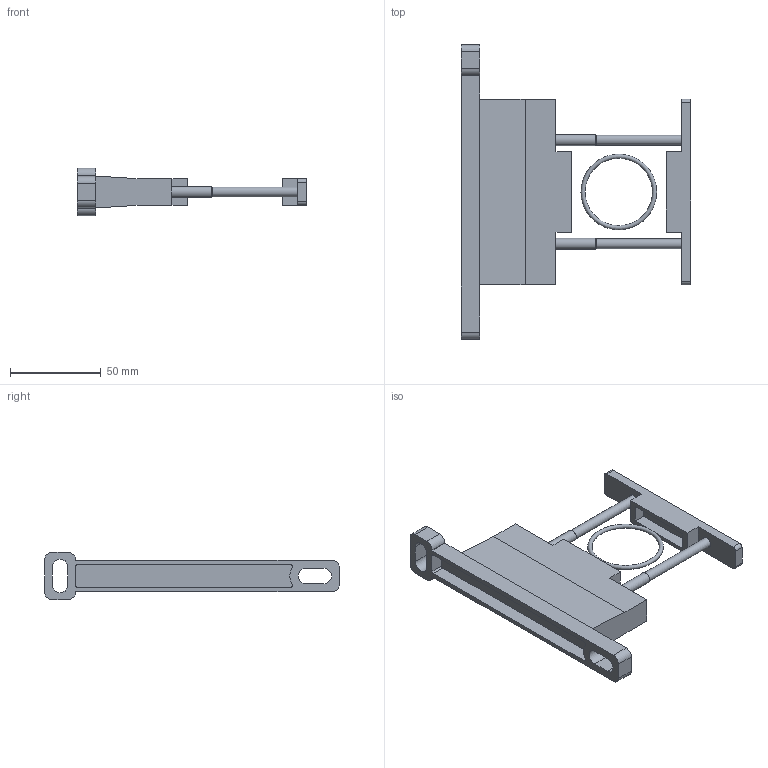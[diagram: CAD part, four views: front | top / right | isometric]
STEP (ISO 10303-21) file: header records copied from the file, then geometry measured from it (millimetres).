
FILE_DESCRIPTION(/* description */ ('STEP AP214'),/* implementation_level */ '2;1');
FILE_NAME(/* name */ '034832',/* time_stamp */ '2023-03-24T11:58:24+01:00',/* author */ ('License CC BY-ND 4.0'),/* organization */ ('CADENAS'),/* preprocessor_version */ 'ST-DEVELOPER v19.3',/* originating_system */ 'PARTsolutions',/* authorisation */ ' ');
FILE_SCHEMA (('AUTOMOTIVE_DESIGN {1 0 10303 214 3 1 1}'));
Length unit declared in the file: millimetre
Products named in the file (5): 034832; WK 103-2; WK 103-3; WK 103-1; WK 103-4
Assembly tree (5 placements, depth 2):
  034832
    WK 103-2
    WK 103-3  x2
    WK 103-1
    WK 103-4
Bounding box: 126 x 162 x 26 mm (x, y, z)
Volume: 98626.8 mm3; surface area: 34095 mm2
Topology: 5 solids, 5 shells, 142 faces, 324 edges, 197 vertices
Faces by surface type: plane 88, cylinder 45, cone 8, torus 1
Full cylindrical faces by diameter (mm): 5.387 x2, 6 x2, 6.4 x2, 6.5 x2, 11.3 x2
Entity records: 3214 total; most frequent: DIRECTION 550, CARTESIAN_POINT 526, ORIENTED_EDGE 494, EDGE_CURVE 247, AXIS2_PLACEMENT_3D 187, LINE 176, VECTOR 176, VERTEX_POINT 163
